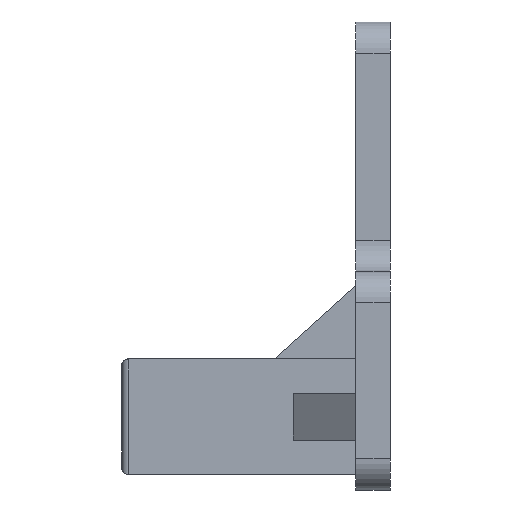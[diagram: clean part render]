
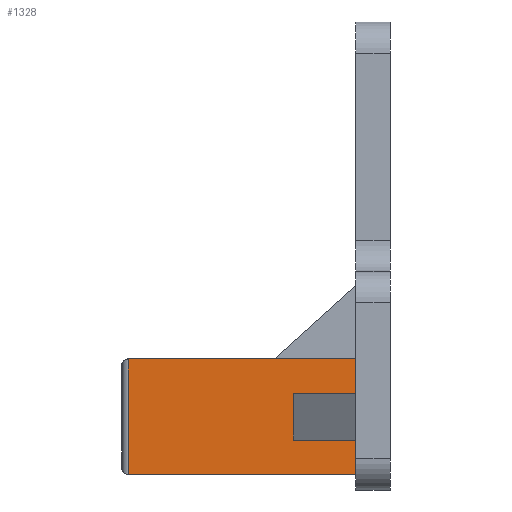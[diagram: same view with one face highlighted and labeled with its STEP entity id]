
A CAD part, left-side view. The second image highlights one B-rep face of the part: STEP entity #1328.
In plain terms, the highlighted planar face has unit normal (-1, 0, 0).
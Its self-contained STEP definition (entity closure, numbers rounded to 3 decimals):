
#16 = CARTESIAN_POINT ( 'NONE',  ( -41.15, 86., -1.79 ) ) ;
#73 = VERTEX_POINT ( 'NONE', #1083 ) ;
#77 = DIRECTION ( 'NONE',  ( 0., 0., -1. ) ) ;
#115 = VERTEX_POINT ( 'NONE', #1908 ) ;
#126 = LINE ( 'NONE', #1476, #551 ) ;
#159 = DIRECTION ( 'NONE',  ( 0., 1., 0. ) ) ;
#168 = EDGE_CURVE ( 'NONE', #636, #1187, #1163, .T. ) ;
#198 = LINE ( 'NONE', #812, #927 ) ;
#228 = ORIENTED_EDGE ( 'NONE', *, *, #1587, .T. ) ;
#254 = CARTESIAN_POINT ( 'NONE',  ( -41.15, 11., -12.79 ) ) ;
#261 = VERTEX_POINT ( 'NONE', #1479 ) ;
#270 = AXIS2_PLACEMENT_3D ( 'NONE', #650, #921, #1827 ) ;
#414 = ORIENTED_EDGE ( 'NONE', *, *, #1156, .F. ) ;
#421 = CARTESIAN_POINT ( 'NONE',  ( -41.15, 11., -38.79 ) ) ;
#441 = CARTESIAN_POINT ( 'NONE',  ( -41.15, 11., -27.79 ) ) ;
#443 = ORIENTED_EDGE ( 'NONE', *, *, #168, .T. ) ;
#462 = LINE ( 'NONE', #16, #839 ) ;
#476 = PLANE ( 'NONE',  #270 ) ;
#515 = DIRECTION ( 'NONE',  ( 0., -1., 0. ) ) ;
#539 = CARTESIAN_POINT ( 'NONE',  ( -41.15, 31., -12.79 ) ) ;
#551 = VECTOR ( 'NONE', #1320, 1000. ) ;
#590 = VERTEX_POINT ( 'NONE', #1791 ) ;
#636 = VERTEX_POINT ( 'NONE', #1885 ) ;
#650 = CARTESIAN_POINT ( 'NONE',  ( -41.15, 86., -38.79 ) ) ;
#703 = DIRECTION ( 'NONE',  ( 0., 0., -1. ) ) ;
#705 = EDGE_CURVE ( 'NONE', #590, #1239, #1899, .T. ) ;
#770 = FACE_OUTER_BOUND ( 'NONE', #998, .T. ) ;
#775 = LINE ( 'NONE', #1920, #1337 ) ;
#788 = ORIENTED_EDGE ( 'NONE', *, *, #1149, .T. ) ;
#812 = CARTESIAN_POINT ( 'NONE',  ( -41.15, 86., -38.79 ) ) ;
#839 = VECTOR ( 'NONE', #1047, 1000. ) ;
#899 = DIRECTION ( 'NONE',  ( 0., 0., 1. ) ) ;
#921 = DIRECTION ( 'NONE',  ( 1., 0., 0. ) ) ;
#927 = VECTOR ( 'NONE', #515, 1000. ) ;
#959 = EDGE_CURVE ( 'NONE', #73, #636, #198, .T. ) ;
#970 = ORIENTED_EDGE ( 'NONE', *, *, #705, .F. ) ;
#998 = EDGE_LOOP ( 'NONE', ( #1409, #443, #788, #970, #414, #228, #1040, #1658 ) ) ;
#1040 = ORIENTED_EDGE ( 'NONE', *, *, #1198, .F. ) ;
#1046 = EDGE_CURVE ( 'NONE', #115, #73, #1561, .T. ) ;
#1047 = DIRECTION ( 'NONE',  ( 0., -1., 0. ) ) ;
#1083 = CARTESIAN_POINT ( 'NONE',  ( -41.15, 84., -38.79 ) ) ;
#1149 = EDGE_CURVE ( 'NONE', #1187, #1239, #1286, .T. ) ;
#1156 = EDGE_CURVE ( 'NONE', #1511, #590, #126, .T. ) ;
#1163 = LINE ( 'NONE', #421, #1707 ) ;
#1172 = VECTOR ( 'NONE', #159, 1000. ) ;
#1187 = VERTEX_POINT ( 'NONE', #441 ) ;
#1198 = EDGE_CURVE ( 'NONE', #115, #261, #462, .T. ) ;
#1239 = VERTEX_POINT ( 'NONE', #1466 ) ;
#1286 = LINE ( 'NONE', #1884, #1172 ) ;
#1320 = DIRECTION ( 'NONE',  ( 0., 1., 0. ) ) ;
#1328 = ADVANCED_FACE ( 'NONE', ( #770 ), #476, .F. ) ;
#1333 = VECTOR ( 'NONE', #77, 1000. ) ;
#1337 = VECTOR ( 'NONE', #899, 1000. ) ;
#1409 = ORIENTED_EDGE ( 'NONE', *, *, #959, .T. ) ;
#1466 = CARTESIAN_POINT ( 'NONE',  ( -41.15, 31., -27.79 ) ) ;
#1476 = CARTESIAN_POINT ( 'NONE',  ( -41.15, 31., -12.79 ) ) ;
#1479 = CARTESIAN_POINT ( 'NONE',  ( -41.15, 11., -1.79 ) ) ;
#1511 = VERTEX_POINT ( 'NONE', #254 ) ;
#1561 = LINE ( 'NONE', #1591, #1333 ) ;
#1585 = DIRECTION ( 'NONE',  ( 0., 0., 1. ) ) ;
#1587 = EDGE_CURVE ( 'NONE', #1511, #261, #775, .T. ) ;
#1591 = CARTESIAN_POINT ( 'NONE',  ( -41.15, 84., -38.79 ) ) ;
#1658 = ORIENTED_EDGE ( 'NONE', *, *, #1046, .T. ) ;
#1707 = VECTOR ( 'NONE', #1585, 1000. ) ;
#1791 = CARTESIAN_POINT ( 'NONE',  ( -41.15, 31., -12.79 ) ) ;
#1827 = DIRECTION ( 'NONE',  ( 0., 0., -1. ) ) ;
#1861 = VECTOR ( 'NONE', #703, 1000. ) ;
#1884 = CARTESIAN_POINT ( 'NONE',  ( -41.15, 31., -27.79 ) ) ;
#1885 = CARTESIAN_POINT ( 'NONE',  ( -41.15, 11., -38.79 ) ) ;
#1899 = LINE ( 'NONE', #539, #1861 ) ;
#1908 = CARTESIAN_POINT ( 'NONE',  ( -41.15, 84., -1.79 ) ) ;
#1920 = CARTESIAN_POINT ( 'NONE',  ( -41.15, 11., -38.79 ) ) ;
